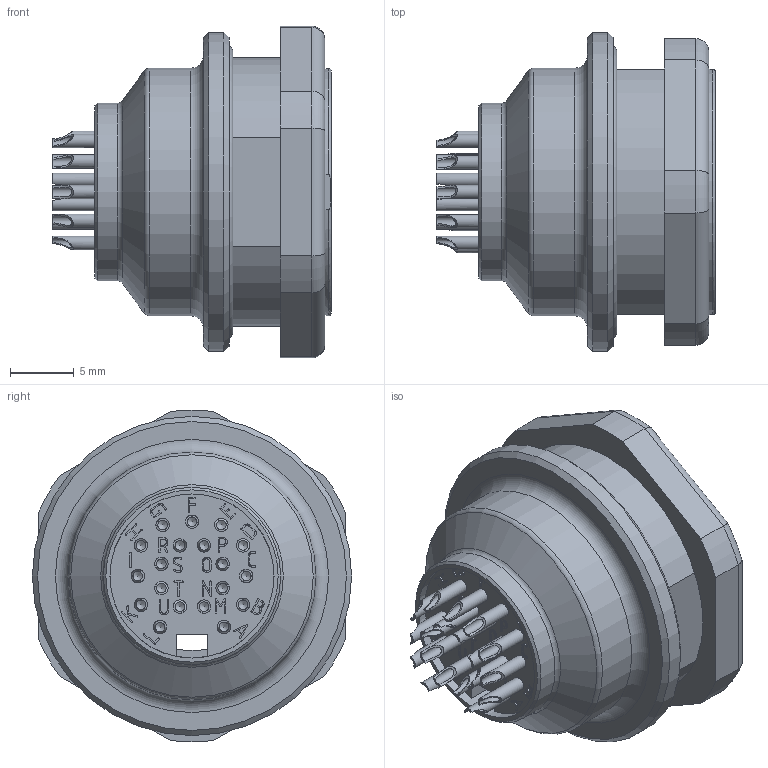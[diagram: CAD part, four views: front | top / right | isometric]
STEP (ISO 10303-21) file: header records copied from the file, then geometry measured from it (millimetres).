
FILE_DESCRIPTION(/* description */ (''),/* implementation_level */ '2;1');
FILE_NAME(/* name */ '09_4843_81_19_001_00.stp',/* time_stamp */ '2017-01-27T12:41:22+01:00',/* author */ (''),/* organization */ (''),/* preprocessor_version */ 'ST-DEVELOPER v14',/* originating_system */ 'SIEMENS PLM Software NX 8.0',/* authorisation */ '');
FILE_SCHEMA (('AUTOMOTIVE_DESIGN { 1 0 10303 214 3 1 1 1 }'));
Length unit declared in the file: millimetre
Products named in the file (1): cerl0470D61Afgpy
Bounding box: 21.8 x 25 x 25.98 mm (x, y, z)
Volume: 3353.2 mm3; surface area: 4390.4 mm2
Topology: 2 solids, 4 shells, 418 faces, 1145 edges, 747 vertices
Faces by surface type: plane 138, cylinder 127, extrusion 77, cone 34, torus 23, sphere 19
Full cylindrical faces by diameter (mm): 0.75 x19, 1 x19, 1.05 x19, 12.85 x1, 13.7 x2, 13.9 x1, 18.4 x1, 19.4 x1, 19.917 x1, 21.2 x1, 25 x1
Entity records: 15101 total; most frequent: CARTESIAN_POINT 6418, ORIENTED_EDGE 1730, DIRECTION 1514, EDGE_CURVE 865, VERTEX_POINT 626, AXIS2_PLACEMENT_3D 579, EDGE_LOOP 574, B_SPLINE_CURVE_WITH_KNOTS 426
